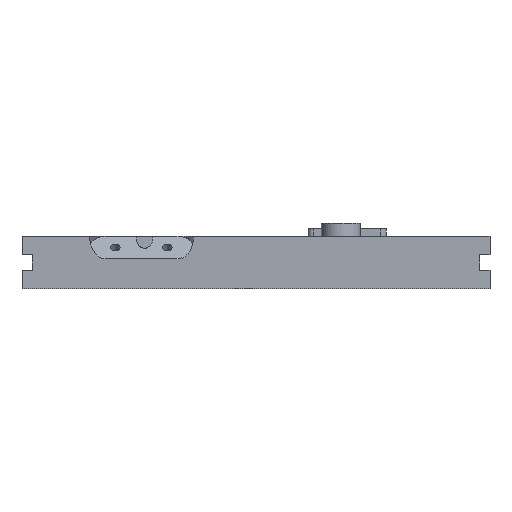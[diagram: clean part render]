
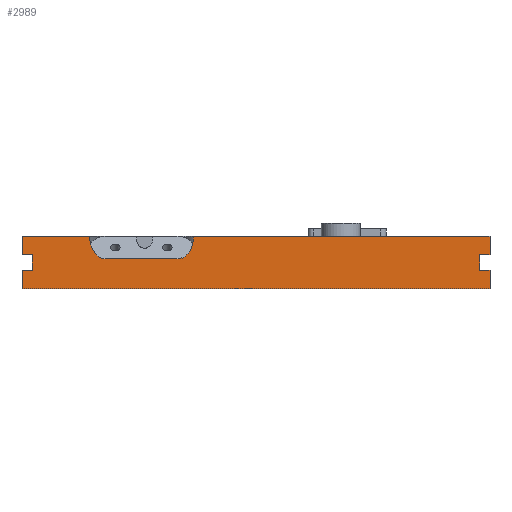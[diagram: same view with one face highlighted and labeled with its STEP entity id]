
A CAD part, front view. The second image highlights one B-rep face of the part: STEP entity #2989.
In plain terms, the highlighted planar face has unit normal (0, -1, 0).
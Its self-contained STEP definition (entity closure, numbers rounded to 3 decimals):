
#1253=CARTESIAN_POINT('POINT98',(9.,0.,0.65));
#1254=VERTEX_POINT('VERTEX98',#1253);
#1255=CARTESIAN_POINT('POINT99',(8.8,0.,0.65));
#1256=VERTEX_POINT('VERTEX99',#1255);
#1257=CARTESIAN_POINT('POS132',(9.,0.,0.65));
#1258=DIRECTION('DIR207',(-1.,0.,0.));
#1259=VECTOR('VEC57',#1258,1.);
#1260=LINE('STRAIGHT57',#1257,#1259);
#1261=EDGE_CURVE('EDGE129',#1254,#1256,#1260,.T.);
#1293=CARTESIAN_POINT('POINT102',(8.8,0.,0.35));
#1294=VERTEX_POINT('VERTEX102',#1293);
#1295=CARTESIAN_POINT('POS137',(8.8,0.,0.65));
#1296=DIRECTION('DIR213',(0.,0.,-1.));
#1297=VECTOR('VEC61',#1296,1.);
#1298=LINE('STRAIGHT61',#1295,#1297);
#1299=EDGE_CURVE('EDGE133',#1256,#1294,#1298,.T.);
#1324=CARTESIAN_POINT('POINT104',(9.,0.,0.35));
#1325=VERTEX_POINT('VERTEX104',#1324);
#1326=CARTESIAN_POINT('POS141',(8.8,0.,0.35));
#1327=DIRECTION('DIR218',(1.,0.,0.));
#1328=VECTOR('VEC64',#1327,1.);
#1329=LINE('STRAIGHT64',#1326,#1328);
#1330=EDGE_CURVE('EDGE136',#1294,#1325,#1329,.T.);
#1356=CARTESIAN_POINT('POINT106',(9.,0.,0.));
#1357=VERTEX_POINT('VERTEX106',#1356);
#1358=CARTESIAN_POINT('POS145',(9.,0.,0.));
#1359=DIRECTION('DIR223',(0.,0.,1.));
#1360=VECTOR('VEC67',#1359,1.);
#1361=LINE('STRAIGHT67',#1358,#1360);
#1362=EDGE_CURVE('EDGE139',#1357,#1325,#1361,.T.);
#1445=CARTESIAN_POINT('POINT112',(0.,0.,0.));
#1446=VERTEX_POINT('VERTEX112',#1445);
#1447=CARTESIAN_POINT('POS151',(0.,0.,0.));
#1448=DIRECTION('DIR232',(1.,0.,0.));
#1449=VECTOR('VEC70',#1448,1.);
#1450=LINE('STRAIGHT70',#1447,#1449);
#1451=EDGE_CURVE('EDGE146',#1446,#1357,#1450,.T.);
#1477=CARTESIAN_POINT('POINT115',(0.,0.,0.35));
#1478=VERTEX_POINT('VERTEX115',#1477);
#1492=CARTESIAN_POINT('POS157',(0.,0.,0.));
#1493=DIRECTION('DIR239',(0.,0.,1.));
#1494=VECTOR('VEC75',#1493,1.);
#1495=LINE('STRAIGHT75',#1492,#1494);
#1496=EDGE_CURVE('EDGE151',#1478,#1446,#1495,.F.);
#1506=CARTESIAN_POINT('POINT116',(0.2,0.,0.35));
#1507=VERTEX_POINT('VERTEX116',#1506);
#1508=CARTESIAN_POINT('POS159',(0.,0.,0.35));
#1509=DIRECTION('DIR242',(1.,0.,0.));
#1510=VECTOR('VEC76',#1509,1.);
#1511=LINE('STRAIGHT76',#1508,#1510);
#1512=EDGE_CURVE('EDGE152',#1478,#1507,#1511,.T.);
#1537=CARTESIAN_POINT('POINT118',(0.2,0.,0.65));
#1538=VERTEX_POINT('VERTEX118',#1537);
#1539=CARTESIAN_POINT('POS163',(0.2,0.,0.35));
#1540=DIRECTION('DIR247',(0.,0.,1.));
#1541=VECTOR('VEC79',#1540,1.);
#1542=LINE('STRAIGHT79',#1539,#1541);
#1543=EDGE_CURVE('EDGE155',#1507,#1538,#1542,.T.);
#1569=CARTESIAN_POINT('POINT120',(0.,0.,0.65));
#1570=VERTEX_POINT('VERTEX120',#1569);
#1571=CARTESIAN_POINT('POS167',(0.,0.,0.65));
#1572=DIRECTION('DIR252',(1.,0.,0.));
#1573=VECTOR('VEC82',#1572,1.);
#1574=LINE('STRAIGHT82',#1571,#1573);
#1575=EDGE_CURVE('EDGE158',#1538,#1570,#1574,.F.);
#1599=CARTESIAN_POINT('POINT122',(3.3,0.,1.));
#1600=VERTEX_POINT('VERTEX122',#1599);
#1609=CARTESIAN_POINT('POINT124',(3.,0.,
   0.576));
#1610=VERTEX_POINT('VERTEX124',#1609);
#1618=CARTESIAN_POINT('POS173',(3.,0.,1.));
#1619=DIRECTION('DIR260',(0.,-1.,0.));
#1620=DIRECTION('DIR261',(0.,0.,1.));
#1621=AXIS2_PLACEMENT_3D('AXIS88',#1618,#1619,#1620);
#1622=ELLIPSE('ELLIPSE47',#1621,0.424,0.3);
#1623=EDGE_CURVE('EDGE163',#1610,#1600,#1622,.T.);
#1635=CARTESIAN_POINT('POINT126',(1.3,0.,
   1.));
#1636=VERTEX_POINT('VERTEX126',#1635);
#1643=CARTESIAN_POINT('POINT127',(1.6,0.,
   0.576));
#1644=VERTEX_POINT('VERTEX127',#1643);
#1645=CARTESIAN_POINT('POS176',(1.6,0.,1.));
#1646=DIRECTION('DIR265',(0.,-1.,0.));
#1647=DIRECTION('DIR266',(0.,0.,1.));
#1648=AXIS2_PLACEMENT_3D('AXIS90',#1645,#1646,#1647);
#1649=ELLIPSE('ELLIPSE48',#1648,0.424,0.3);
#1650=EDGE_CURVE('EDGE165',#1636,#1644,#1649,.T.);
#2864=CARTESIAN_POINT('POINT191',(0.,0.,1.));
#2865=VERTEX_POINT('VERTEX191',#2864);
#2881=CARTESIAN_POINT('POS313',(0.,0.,1.));
#2882=DIRECTION('DIR475',(0.,0.,-1.));
#2883=VECTOR('VEC151',#2882,1.);
#2884=LINE('STRAIGHT151',#2881,#2883);
#2885=EDGE_CURVE('EDGE278',#1570,#2865,#2884,.F.);
#2929=CARTESIAN_POINT('POINT194',(9.,0.,1.));
#2930=VERTEX_POINT('VERTEX194',#2929);
#2937=CARTESIAN_POINT('POS319',(9.,0.,0.65));
#2938=DIRECTION('DIR483',(0.,0.,1.));
#2939=VECTOR('VEC155',#2938,1.);
#2940=LINE('STRAIGHT155',#2937,#2939);
#2941=EDGE_CURVE('EDGE282',#2930,#1254,#2940,.F.);
#2951=ORIENTED_EDGE('COEDGE482',*,*,#1650,.F.);
#2952=CARTESIAN_POINT('POS321',(1.3,0.,1.)
   );
#2953=DIRECTION('DIR486',(-1.,0.,0.));
#2954=VECTOR('VEC156',#2953,1.);
#2955=LINE('STRAIGHT156',#2952,#2954);
#2956=EDGE_CURVE('EDGE283',#2865,#1636,#2955,.F.);
#2957=ORIENTED_EDGE('COEDGE483',*,*,#2956,.F.);
#2958=ORIENTED_EDGE('COEDGE484',*,*,#2885,.F.);
#2959=ORIENTED_EDGE('COEDGE485',*,*,#1575,.F.);
#2960=ORIENTED_EDGE('COEDGE486',*,*,#1543,.F.);
#2961=ORIENTED_EDGE('COEDGE487',*,*,#1512,.F.);
#2962=ORIENTED_EDGE('COEDGE488',*,*,#1496,.T.);
#2963=ORIENTED_EDGE('COEDGE489',*,*,#1451,.T.);
#2964=ORIENTED_EDGE('COEDGE490',*,*,#1362,.T.);
#2965=ORIENTED_EDGE('COEDGE491',*,*,#1330,.F.);
#2966=ORIENTED_EDGE('COEDGE492',*,*,#1299,.F.);
#2967=ORIENTED_EDGE('COEDGE493',*,*,#1261,.F.);
#2968=ORIENTED_EDGE('COEDGE494',*,*,#2941,.F.);
#2969=CARTESIAN_POINT('POS322',(9.,0.,1.));
#2970=DIRECTION('DIR487',(-1.,0.,0.));
#2971=VECTOR('VEC157',#2970,1.);
#2972=LINE('STRAIGHT157',#2969,#2971);
#2973=EDGE_CURVE('EDGE284',#1600,#2930,#2972,.F.);
#2974=ORIENTED_EDGE('COEDGE495',*,*,#2973,.F.);
#2975=ORIENTED_EDGE('COEDGE496',*,*,#1623,.F.);
#2976=CARTESIAN_POINT('POS323',(1.6,0.,
   0.576));
#2977=DIRECTION('DIR488',(1.,0.,0.));
#2978=VECTOR('VEC158',#2977,1.);
#2979=LINE('STRAIGHT158',#2976,#2978);
#2980=EDGE_CURVE('EDGE285',#1644,#1610,#2979,.T.);
#2981=ORIENTED_EDGE('COEDGE497',*,*,#2980,.F.);
#2982=EDGE_LOOP('NONE',(#2951,#2957,#2958,#2959,#2960,#2961,#2962,#2963,
   #2964,#2965,#2966,#2967,#2968,#2974,#2975,#2981));
#2983=FACE_BOUND('LOOP1',#2982,.T.);
#2984=CARTESIAN_POINT('POS324',(4.5,0.,0.));
#2985=DIRECTION('DIR489',(0.,-1.,0.));
#2986=DIRECTION('DIR490',(1.,0.,0.));
#2987=AXIS2_PLACEMENT_3D('AXIS166',#2984,#2985,#2986);
#2988=PLANE('PLANE41',#2987);
#2989=ADVANCED_FACE('FACE107',(#2983),#2988,.T.);
